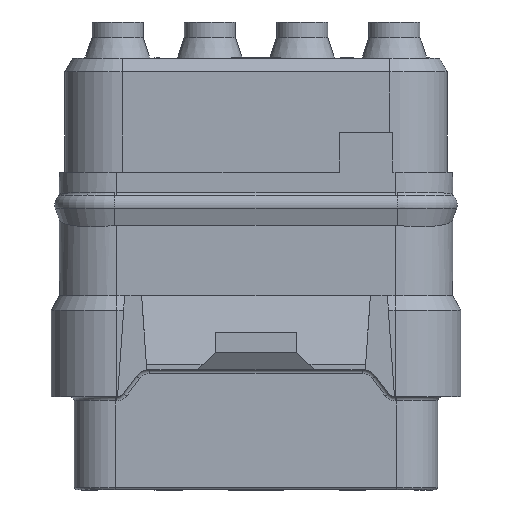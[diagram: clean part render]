
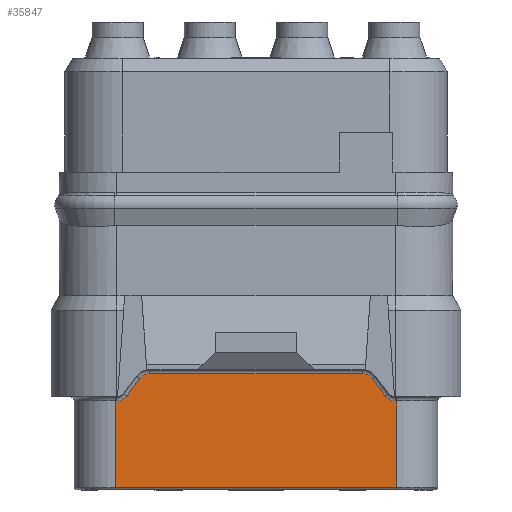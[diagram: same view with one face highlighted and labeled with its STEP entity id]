
A CAD part, front view. The second image highlights one B-rep face of the part: STEP entity #35847.
In plain terms, the highlighted planar face has unit normal (0, -1, 0).
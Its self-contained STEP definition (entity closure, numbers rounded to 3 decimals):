
#1416=DIRECTION('',(-0.6,0.,-0.8));
#1417=VECTOR('',#1416,0.8);
#1418=CARTESIAN_POINT('',(-4.26,-5.81,-7.56));
#1419=LINE('',#1418,#1417);
#1430=CARTESIAN_POINT('',(-3.9,-5.81,-7.83));
#1431=DIRECTION('',(0.,-1.,0.));
#1432=DIRECTION('',(0.,0.,1.));
#1433=AXIS2_PLACEMENT_3D('',#1430,#1431,#1432);
#1440=DIRECTION('',(-1.,0.,0.));
#1441=VECTOR('',#1440,7.8);
#1442=CARTESIAN_POINT('',(3.9,-5.81,-7.38));
#1443=LINE('',#1442,#1441);
#1454=CARTESIAN_POINT('',(3.9,-5.81,-7.83));
#1455=DIRECTION('',(0.,-1.,0.));
#1456=DIRECTION('',(0.8,0.,0.6));
#1457=AXIS2_PLACEMENT_3D('',#1454,#1455,#1456);
#1476=DIRECTION('',(-0.6,0.,0.8));
#1477=VECTOR('',#1476,0.8);
#1478=CARTESIAN_POINT('',(4.74,-5.81,-8.2));
#1479=LINE('',#1478,#1477);
#1490=CARTESIAN_POINT('',(5.1,-5.81,-7.93));
#1491=DIRECTION('',(0.,1.,0.));
#1492=DIRECTION('',(0.,0.,-1.));
#1493=AXIS2_PLACEMENT_3D('',#1490,#1491,#1492);
#1710=DIRECTION('',(-1.,0.,0.));
#1711=VECTOR('',#1710,0.06);
#1712=CARTESIAN_POINT('',(-5.1,-5.81,-8.38));
#1713=LINE('',#1712,#1711);
#1724=CARTESIAN_POINT('',(-5.1,-5.81,-7.93));
#1725=DIRECTION('',(0.,1.,0.));
#1726=DIRECTION('',(0.8,0.,-0.6));
#1727=AXIS2_PLACEMENT_3D('',#1724,#1725,#1726);
#1729=DIRECTION('',(0.,0.,-1.));
#1730=VECTOR('',#1729,3.16);
#1731=CARTESIAN_POINT('',(5.16,-5.81,-8.38));
#1732=LINE('',#1731,#1730);
#1742=DIRECTION('',(-1.,0.,0.));
#1743=VECTOR('',#1742,0.06);
#1744=CARTESIAN_POINT('',(5.16,-5.81,-8.38));
#1745=LINE('',#1744,#1743);
#1829=DIRECTION('',(0.,0.,-1.));
#1830=VECTOR('',#1829,3.16);
#1831=CARTESIAN_POINT('',(-5.16,-5.81,-8.38));
#1832=LINE('',#1831,#1830);
#22482=DIRECTION('',(-1.,0.,0.));
#22483=VECTOR('',#22482,10.32);
#22484=CARTESIAN_POINT('',(5.16,-5.81,-11.54));
#22485=LINE('',#22484,#22483);
#27509=CARTESIAN_POINT('',(5.16,-5.81,-11.54));
#27510=VERTEX_POINT('',#27509);
#27513=CARTESIAN_POINT('',(-5.16,-5.81,-11.54));
#27514=VERTEX_POINT('',#27513);
#27543=CARTESIAN_POINT('',(-5.16,-5.81,-8.38));
#27544=VERTEX_POINT('',#27543);
#27547=CARTESIAN_POINT('',(-5.1,-5.81,-8.38));
#27548=VERTEX_POINT('',#27547);
#27551=CARTESIAN_POINT('',(-4.74,-5.81,-8.2));
#27552=VERTEX_POINT('',#27551);
#27555=CARTESIAN_POINT('',(-4.26,-5.81,-7.56));
#27556=VERTEX_POINT('',#27555);
#27557=CARTESIAN_POINT('',(-3.9,-5.81,-7.38));
#27558=VERTEX_POINT('',#27557);
#27559=CARTESIAN_POINT('',(3.9,-5.81,-7.38));
#27560=VERTEX_POINT('',#27559);
#27561=CARTESIAN_POINT('',(4.26,-5.81,-7.56));
#27562=VERTEX_POINT('',#27561);
#27567=CARTESIAN_POINT('',(4.74,-5.81,-8.2));
#27568=VERTEX_POINT('',#27567);
#27571=CARTESIAN_POINT('',(5.1,-5.81,-8.38));
#27572=VERTEX_POINT('',#27571);
#27575=CARTESIAN_POINT('',(5.16,-5.81,-8.38));
#27576=VERTEX_POINT('',#27575);
#35824=CARTESIAN_POINT('',(5.16,-5.81,-8.23));
#35825=DIRECTION('',(0.,-1.,0.));
#35826=DIRECTION('',(-1.,0.,0.));
#35827=AXIS2_PLACEMENT_3D('',#35824,#35825,#35826);
#35828=PLANE('',#35827);
#35829=ORIENTED_EDGE('',*,*,#35805,.F.);
#35830=ORIENTED_EDGE('',*,*,#35818,.F.);
#35831=ORIENTED_EDGE('',*,*,#35366,.F.);
#35832=ORIENTED_EDGE('',*,*,#35382,.F.);
#35833=ORIENTED_EDGE('',*,*,#35408,.F.);
#35834=ORIENTED_EDGE('',*,*,#35423,.F.);
#35835=ORIENTED_EDGE('',*,*,#35464,.F.);
#35836=ORIENTED_EDGE('',*,*,#35479,.F.);
#35838=ORIENTED_EDGE('',*,*,#35837,.F.);
#35840=ORIENTED_EDGE('',*,*,#35839,.T.);
#35842=ORIENTED_EDGE('',*,*,#35841,.T.);
#35844=ORIENTED_EDGE('',*,*,#35843,.F.);
#35845=EDGE_LOOP('',(#35829,#35830,#35831,#35832,#35833,#35834,#35835,#35836,
#35838,#35840,#35842,#35844));
#35846=FACE_OUTER_BOUND('',#35845,.F.);
#35847=ADVANCED_FACE('',(#35846),#35828,.T.);
#1434=CIRCLE('',#1433,0.45);
#1458=CIRCLE('',#1457,0.45);
#1494=CIRCLE('',#1493,0.45);
#1728=CIRCLE('',#1727,0.45);
#35366=EDGE_CURVE('',#27556,#27552,#1419,.T.);
#35382=EDGE_CURVE('',#27558,#27556,#1434,.T.);
#35408=EDGE_CURVE('',#27560,#27558,#1443,.T.);
#35423=EDGE_CURVE('',#27562,#27560,#1458,.T.);
#35464=EDGE_CURVE('',#27568,#27562,#1479,.T.);
#35479=EDGE_CURVE('',#27572,#27568,#1494,.T.);
#35805=EDGE_CURVE('',#27548,#27544,#1713,.T.);
#35818=EDGE_CURVE('',#27552,#27548,#1728,.T.);
#35837=EDGE_CURVE('',#27576,#27572,#1745,.T.);
#35839=EDGE_CURVE('',#27576,#27510,#1732,.T.);
#35841=EDGE_CURVE('',#27510,#27514,#22485,.T.);
#35843=EDGE_CURVE('',#27544,#27514,#1832,.T.);
